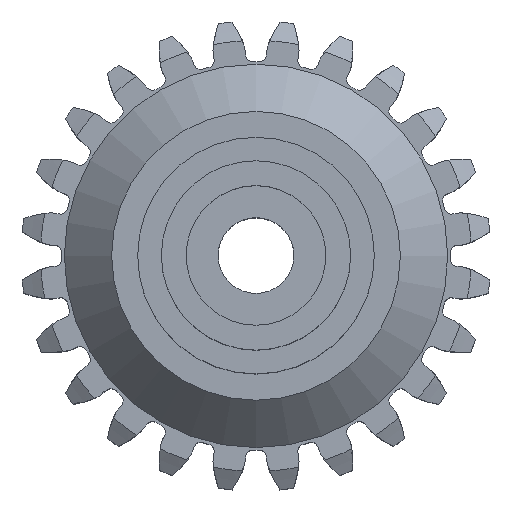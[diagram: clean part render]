
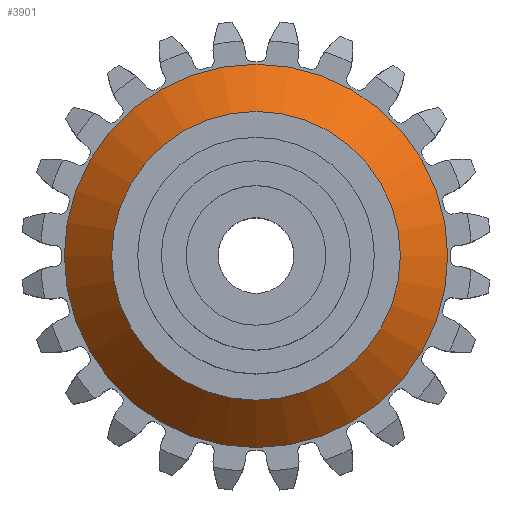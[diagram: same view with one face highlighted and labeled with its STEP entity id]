
A CAD part, top view. The second image highlights one B-rep face of the part: STEP entity #3901.
In plain terms, the highlighted conical face has half-angle 45 degrees and reference radius 7.1 mm.
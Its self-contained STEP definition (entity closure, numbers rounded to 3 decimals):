
#362=CIRCLE('',#4140,6.1);
#363=CIRCLE('',#4141,8.1);
#612=CONICAL_SURFACE('',#4139,7.1,0.785);
#662=FACE_OUTER_BOUND('',#886,.T.);
#886=EDGE_LOOP('',(#2595,#2596,#2597,#2598));
#1124=LINE('',#5641,#1325);
#1325=VECTOR('',#4580,7.1);
#1526=VERTEX_POINT('',#5638);
#1527=VERTEX_POINT('',#5640);
#1952=EDGE_CURVE('',#1526,#1526,#362,.T.);
#1953=EDGE_CURVE('',#1526,#1527,#1124,.T.);
#1954=EDGE_CURVE('',#1527,#1527,#363,.T.);
#2595=ORIENTED_EDGE('',*,*,#1952,.T.);
#2596=ORIENTED_EDGE('',*,*,#1953,.T.);
#2597=ORIENTED_EDGE('',*,*,#1954,.F.);
#2598=ORIENTED_EDGE('',*,*,#1953,.F.);
#3901=ADVANCED_FACE('',(#662),#612,.T.);
#4139=AXIS2_PLACEMENT_3D('',#5637,#4576,#4577);
#4140=AXIS2_PLACEMENT_3D('',#5639,#4578,#4579);
#4141=AXIS2_PLACEMENT_3D('',#5642,#4581,#4582);
#4576=DIRECTION('center_axis',(0.,0.,-1.));
#4577=DIRECTION('ref_axis',(-1.,0.,0.));
#4578=DIRECTION('center_axis',(0.,0.,-1.));
#4579=DIRECTION('ref_axis',(-1.,0.,0.));
#4580=DIRECTION('',(0.707,0.,-0.707));
#4581=DIRECTION('center_axis',(0.,0.,-1.));
#4582=DIRECTION('ref_axis',(-1.,0.,0.));
#5637=CARTESIAN_POINT('Origin',(9.699,5.6,-8.));
#5638=CARTESIAN_POINT('',(15.799,5.6,-7.));
#5639=CARTESIAN_POINT('Origin',(9.699,5.6,-7.));
#5640=CARTESIAN_POINT('',(17.799,5.6,-9.));
#5641=CARTESIAN_POINT('',(16.799,5.6,-8.));
#5642=CARTESIAN_POINT('Origin',(9.699,5.6,-9.));
